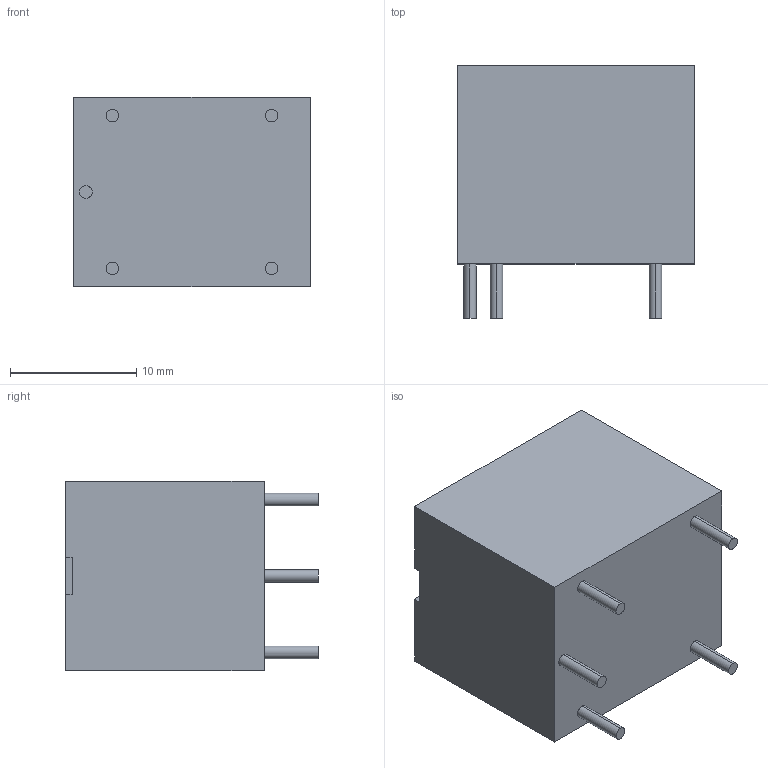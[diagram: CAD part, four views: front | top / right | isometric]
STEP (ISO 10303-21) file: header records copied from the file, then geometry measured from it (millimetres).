
FILE_DESCRIPTION (( 'STEP AP203' ), '1' );
FILE_NAME ('relay_HF3FF.STEP', '2015-02-17T08:09:36', ( 'user1' ), ( '' ), 'SwSTEP 2.0', 'SolidWorks 2014', '' );
FILE_SCHEMA (( 'CONFIG_CONTROL_DESIGN' ));
Length unit declared in the file: millimetre
Products named in the file (1): relay_HF3FF
Bounding box: 18.7 x 20.01 x 15 mm (x, y, z)
Volume: 4419.8 mm3; surface area: 1688.2 mm2
Topology: 1 solids, 1 shells, 89 faces, 231 edges, 154 vertices
Faces by surface type: plane 65, bspline 14, cylinder 10
Entity records: 3446 total; most frequent: CARTESIAN_POINT 1257, ORIENTED_EDGE 462, DIRECTION 375, EDGE_CURVE 231, LINE 183, VECTOR 183, VERTEX_POINT 154, EDGE_LOOP 99
